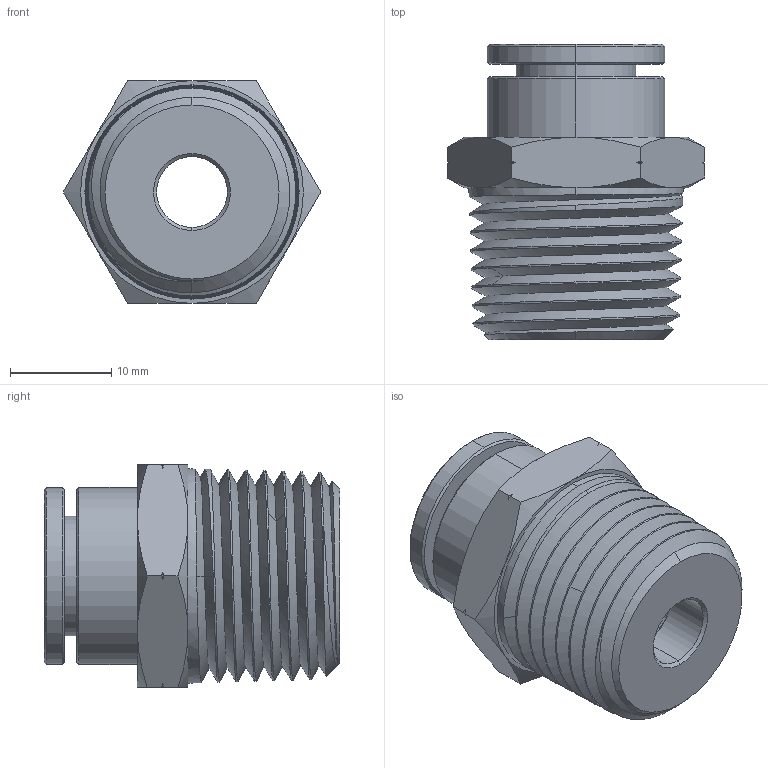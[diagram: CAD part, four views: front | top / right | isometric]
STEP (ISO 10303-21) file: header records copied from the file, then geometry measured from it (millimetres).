
FILE_DESCRIPTION (( 'STEP AP203' ), '1' );
FILE_NAME ('MCS3-8N1-2W.STEP', '2016-10-20T18:05:28', ( '' ), ( '' ), 'SwSTEP 2.0', 'SolidWorks 2016', '' );
FILE_SCHEMA (( 'CONFIG_CONTROL_DESIGN' ));
Products named in the file (1): MCS3-8N1-2W
Bounding box: 25.4 x 29.2 x 22 mm (x, y, z)
Volume: 6279.8 mm3; surface area: 7276.1 mm2
Topology: 6 solids, 6 shells, 422 faces, 1166 edges, 762 vertices
Faces by surface type: cone 163, plane 142, cylinder 62, bspline 55
Entity records: 46513 total; most frequent: CARTESIAN_POINT 36552, ORIENTED_EDGE 2332, DIRECTION 1743, EDGE_CURVE 1166, VERTEX_POINT 762, AXIS2_PLACEMENT_3D 717, B_SPLINE_CURVE_WITH_KNOTS 508, EDGE_LOOP 440
